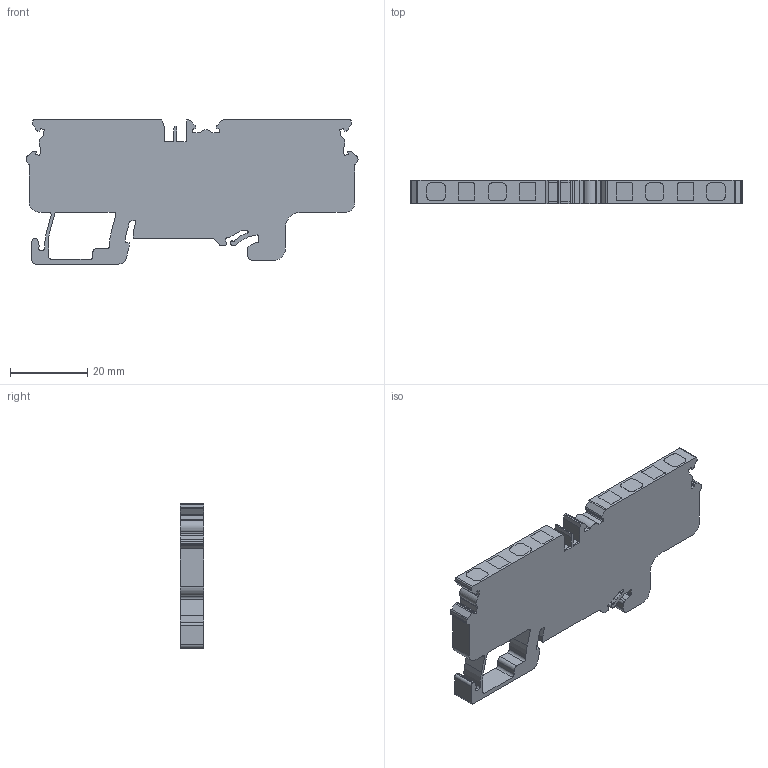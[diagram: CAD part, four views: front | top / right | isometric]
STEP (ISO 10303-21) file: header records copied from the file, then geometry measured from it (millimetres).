
FILE_DESCRIPTION(/* description */ (''),/* implementation_level */ '2;1');
FILE_NAME(/* name */ 'CXG4_4.stp',/* time_stamp */ '2016-08-16T10:05:18-04:00',/* author */ ('CAD Station'),/* organization */ (''),/* preprocessor_version */ 'ST-DEVELOPER v16.1',/* originating_system */ 'Autodesk Inventor 2016',/* authorisation */ '');
FILE_SCHEMA (('AUTOMOTIVE_DESIGN { 1 0 10303 214 3 1 1 }'));
Length unit declared in the file: metre
Products named in the file (1): CXG4_4
Bounding box: 86.2 x 6 x 37.4 mm (x, y, z)
Volume: 14224.3 mm3; surface area: 7060.8 mm2
Topology: 1 solids, 1 shells, 275 faces, 795 edges, 530 vertices
Faces by surface type: plane 149, cylinder 126
Entity records: 9418 total; most frequent: CARTESIAN_POINT 1601, DIRECTION 1599, ORIENTED_EDGE 1590, EDGE_CURVE 795, LINE 543, VECTOR 543, VERTEX_POINT 530, AXIS2_PLACEMENT_3D 528
